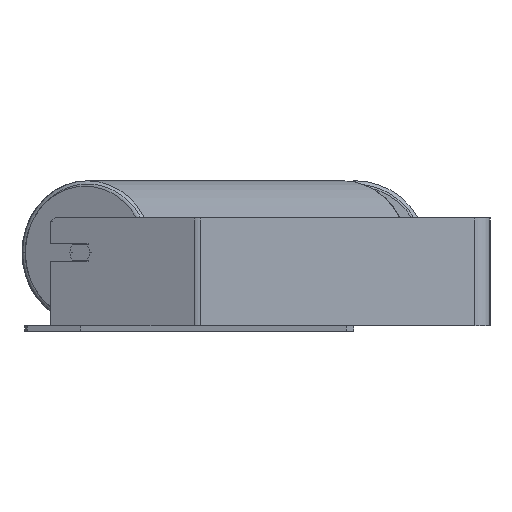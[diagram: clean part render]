
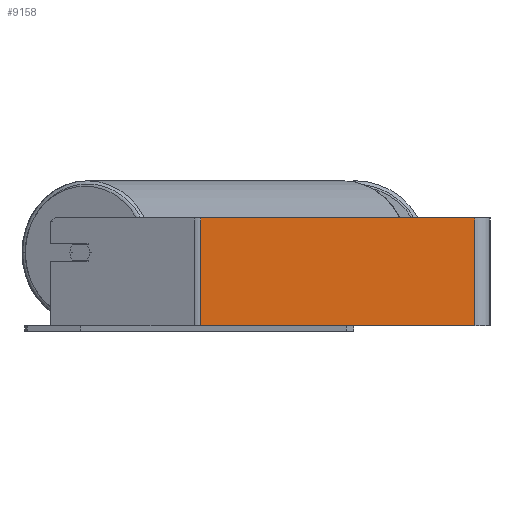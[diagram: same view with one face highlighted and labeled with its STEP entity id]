
A CAD part, left-side view. The second image highlights one B-rep face of the part: STEP entity #9158.
In plain terms, the highlighted planar face has unit normal (-1, 0, 0).
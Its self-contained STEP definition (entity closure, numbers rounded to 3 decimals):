
#13 = EDGE_LOOP ( 'NONE', ( #1289, #3689, #4056, #3341 ) ) ;
#198 = DIRECTION ( 'NONE',  ( 0., 0., -1. ) ) ;
#862 = DIRECTION ( 'NONE',  ( 1., 0., 0. ) ) ;
#864 = EDGE_CURVE ( 'NONE', #6758, #7974, #4234, .T. ) ;
#886 = EDGE_CURVE ( 'NONE', #1634, #4707, #8535, .T. ) ;
#1193 = FACE_OUTER_BOUND ( 'NONE', #13, .T. ) ;
#1289 = ORIENTED_EDGE ( 'NONE', *, *, #864, .T. ) ;
#1533 = VECTOR ( 'NONE', #6593, 1000. ) ;
#1634 = VERTEX_POINT ( 'NONE', #3055 ) ;
#1766 = VECTOR ( 'NONE', #198, 1000. ) ;
#2630 = CARTESIAN_POINT ( 'NONE',  ( -900., 14., 50. ) ) ;
#2709 = CARTESIAN_POINT ( 'NONE',  ( -900., 268.325, -50. ) ) ;
#3055 = CARTESIAN_POINT ( 'NONE',  ( -900., 268.325, 50. ) ) ;
#3238 = DIRECTION ( 'NONE',  ( 0., 0., -1. ) ) ;
#3248 = VECTOR ( 'NONE', #3238, 1000. ) ;
#3341 = ORIENTED_EDGE ( 'NONE', *, *, #6353, .T. ) ;
#3498 = DIRECTION ( 'NONE',  ( 0., -1., 0. ) ) ;
#3599 = CARTESIAN_POINT ( 'NONE',  ( -900., 271.429, 50. ) ) ;
#3689 = ORIENTED_EDGE ( 'NONE', *, *, #8135, .F. ) ;
#3793 = VECTOR ( 'NONE', #3498, 1000. ) ;
#4056 = ORIENTED_EDGE ( 'NONE', *, *, #886, .F. ) ;
#4234 = LINE ( 'NONE', #7109, #3793 ) ;
#4707 = VERTEX_POINT ( 'NONE', #2630 ) ;
#4805 = LINE ( 'NONE', #6980, #3248 ) ;
#5260 = LINE ( 'NONE', #6677, #1766 ) ;
#5867 = PLANE ( 'NONE',  #7231 ) ;
#6353 = EDGE_CURVE ( 'NONE', #1634, #6758, #4805, .T. ) ;
#6593 = DIRECTION ( 'NONE',  ( 0., -1., 0. ) ) ;
#6635 = CARTESIAN_POINT ( 'NONE',  ( -900., 271.429, 50. ) ) ;
#6677 = CARTESIAN_POINT ( 'NONE',  ( -900., 14., 50. ) ) ;
#6758 = VERTEX_POINT ( 'NONE', #2709 ) ;
#6980 = CARTESIAN_POINT ( 'NONE',  ( -900., 268.325, 50. ) ) ;
#7109 = CARTESIAN_POINT ( 'NONE',  ( -900., 271.429, -50. ) ) ;
#7231 = AXIS2_PLACEMENT_3D ( 'NONE', #6635, #862, #8718 ) ;
#7974 = VERTEX_POINT ( 'NONE', #8019 ) ;
#8019 = CARTESIAN_POINT ( 'NONE',  ( -900., 14., -50. ) ) ;
#8135 = EDGE_CURVE ( 'NONE', #4707, #7974, #5260, .T. ) ;
#8535 = LINE ( 'NONE', #3599, #1533 ) ;
#8718 = DIRECTION ( 'NONE',  ( 0., 0., -1. ) ) ;
#9158 = ADVANCED_FACE ( 'NONE', ( #1193 ), #5867, .F. ) ;
